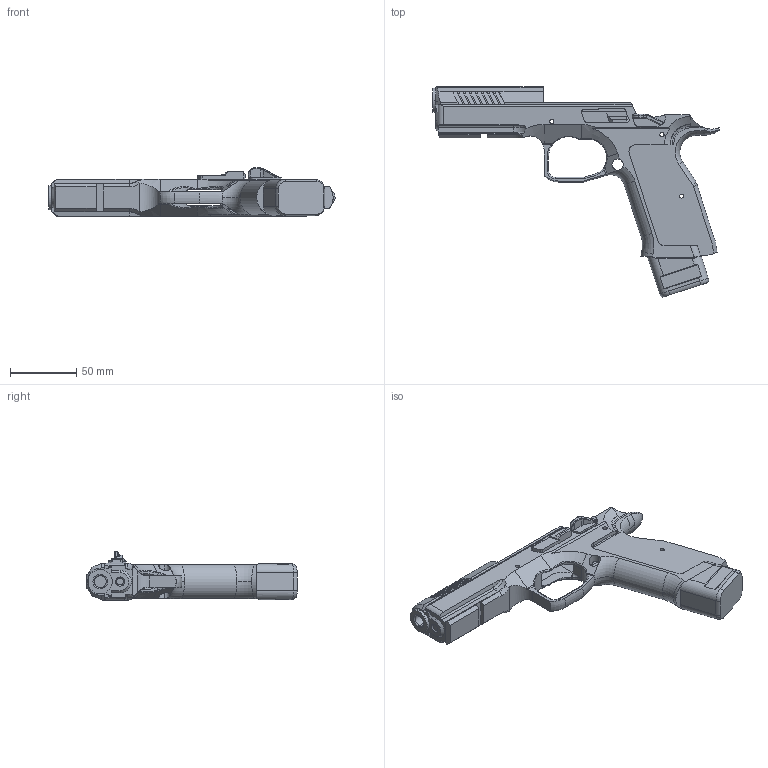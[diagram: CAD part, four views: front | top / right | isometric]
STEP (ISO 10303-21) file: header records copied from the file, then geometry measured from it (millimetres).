
FILE_DESCRIPTION (( 'STEP AP214' ), '1' );
FILE_NAME ('CZS2_grip_extended_safety.STEP', '2024-04-23T15:31:31', ( '' ), ( '' ), 'SwSTEP 2.0', 'SolidWorks 2022', '' );
FILE_SCHEMA (( 'AUTOMOTIVE_DESIGN' ));
Length unit declared in the file: millimetre
Products named in the file (1): CZS2_grip_extended_safety
Bounding box: 216.19 x 158.95 x 36.4 mm (x, y, z)
Volume: 100842.3 mm3; surface area: 68553.3 mm2
Topology: 1 solids, 1 shells, 522 faces, 1476 edges, 950 vertices
Faces by surface type: plane 272, cylinder 161, torus 36, bspline 35, cone 16, sphere 2
Entity records: 18991 total; most frequent: CARTESIAN_POINT 5784, ORIENTED_EDGE 2952, DIRECTION 2570, EDGE_CURVE 1476, VERTEX_POINT 950, LINE 900, VECTOR 900, AXIS2_PLACEMENT_3D 835
